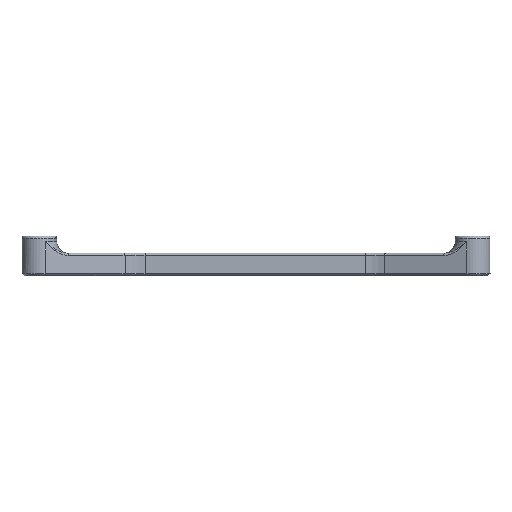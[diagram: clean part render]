
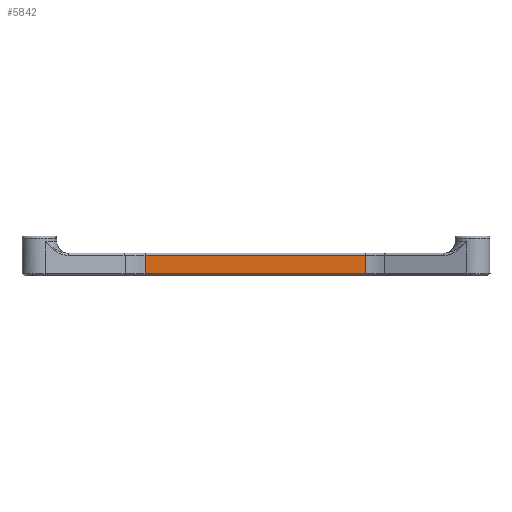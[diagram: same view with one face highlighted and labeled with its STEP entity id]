
A CAD part, left-side view. The second image highlights one B-rep face of the part: STEP entity #5842.
In plain terms, the highlighted planar face has unit normal (-1, 0, 0).
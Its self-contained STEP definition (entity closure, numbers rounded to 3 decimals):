
#432=PLANE('',#6257);
#674=FACE_OUTER_BOUND('',#1042,.T.);
#1042=EDGE_LOOP('',(#4691,#4692,#4693,#4694));
#1483=LINE('',#9599,#2015);
#1497=LINE('',#9660,#2029);
#1498=LINE('',#9663,#2030);
#1499=LINE('',#9664,#2031);
#2015=VECTOR('',#7076,10.);
#2029=VECTOR('',#7158,10.);
#2030=VECTOR('',#7161,10.);
#2031=VECTOR('',#7162,10.);
#2764=VERTEX_POINT('',#9593);
#2765=VERTEX_POINT('',#9597);
#2778=VERTEX_POINT('',#9658);
#2779=VERTEX_POINT('',#9662);
#3429=EDGE_CURVE('',#2765,#2764,#1483,.T.);
#3460=EDGE_CURVE('',#2778,#2765,#1497,.T.);
#3461=EDGE_CURVE('',#2779,#2778,#1498,.T.);
#3462=EDGE_CURVE('',#2764,#2779,#1499,.T.);
#4691=ORIENTED_EDGE('',*,*,#3429,.F.);
#4692=ORIENTED_EDGE('',*,*,#3460,.F.);
#4693=ORIENTED_EDGE('',*,*,#3461,.F.);
#4694=ORIENTED_EDGE('',*,*,#3462,.F.);
#5842=ADVANCED_FACE('',(#674),#432,.T.);
#6257=AXIS2_PLACEMENT_3D('',#9661,#7159,#7160);
#7076=DIRECTION('',(0.,-1.,0.));
#7158=DIRECTION('',(0.,0.,1.));
#7159=DIRECTION('center_axis',(-1.,0.,0.));
#7160=DIRECTION('ref_axis',(0.,-1.,0.));
#7161=DIRECTION('',(0.,1.,0.));
#7162=DIRECTION('',(0.,0.,-1.));
#9593=CARTESIAN_POINT('',(-3.558,-19.244,3.6));
#9597=CARTESIAN_POINT('',(-3.558,19.523,3.6));
#9599=CARTESIAN_POINT('',(-3.558,10.666,3.6));
#9658=CARTESIAN_POINT('',(-3.558,19.523,0.4));
#9660=CARTESIAN_POINT('',(-3.558,19.523,0.));
#9661=CARTESIAN_POINT('Origin',(-3.558,21.345,0.));
#9662=CARTESIAN_POINT('',(-3.558,-19.244,0.4));
#9663=CARTESIAN_POINT('',(-3.558,10.666,0.4));
#9664=CARTESIAN_POINT('',(-3.558,-19.244,0.));
